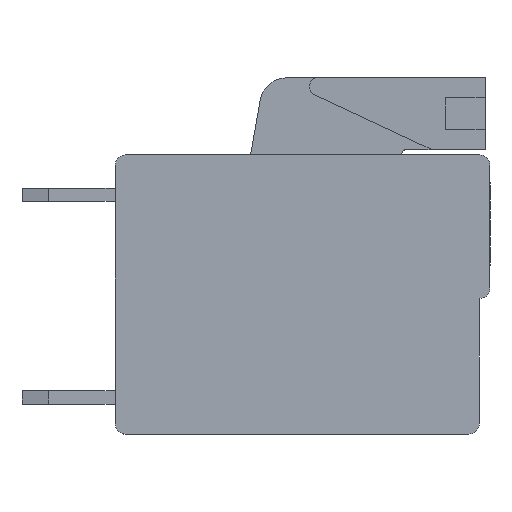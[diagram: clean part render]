
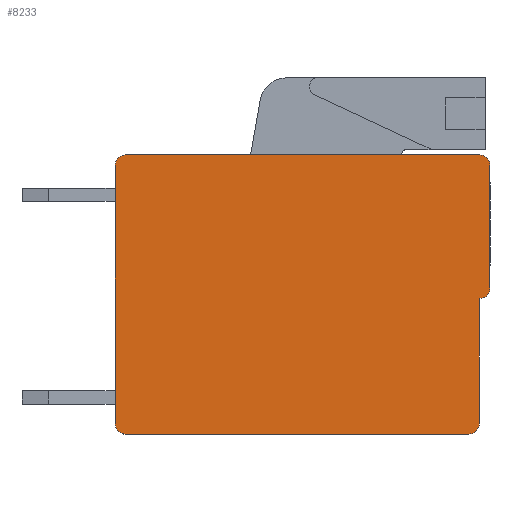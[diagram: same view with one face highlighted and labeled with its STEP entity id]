
A CAD part, front view. The second image highlights one B-rep face of the part: STEP entity #8233.
In plain terms, the highlighted planar face has unit normal (0, -1, 0).
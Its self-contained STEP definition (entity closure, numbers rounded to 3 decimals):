
#2245=DIRECTION('',(0.,0.,1.));
#2246=VECTOR('',#2245,4.6);
#2247=CARTESIAN_POINT('',(17.6,-25.4,-7.9));
#2248=LINE('',#2247,#2246);
#2629=DIRECTION('',(0.,0.,1.));
#2630=VECTOR('',#2629,4.7);
#2631=CARTESIAN_POINT('',(17.2,-25.4,-13.));
#2632=LINE('',#2631,#2630);
#2681=DIRECTION('',(1.,0.,0.));
#2682=VECTOR('',#2681,12.9);
#2683=CARTESIAN_POINT('',(3.9,-25.4,-13.4));
#2684=LINE('',#2683,#2682);
#2753=CARTESIAN_POINT('',(3.9,-25.4,-13.));
#2754=DIRECTION('',(0.,1.,0.));
#2755=DIRECTION('',(0.,0.,-1.));
#2756=AXIS2_PLACEMENT_3D('',#2753,#2754,#2755);
#2758=DIRECTION('',(0.,0.,1.));
#2759=VECTOR('',#2758,9.7);
#2760=CARTESIAN_POINT('',(3.5,-25.4,-13.));
#2761=LINE('',#2760,#2759);
#2762=CARTESIAN_POINT('',(3.9,-25.4,-3.3));
#2763=DIRECTION('',(0.,1.,0.));
#2764=DIRECTION('',(-1.,0.,0.));
#2765=AXIS2_PLACEMENT_3D('',#2762,#2763,#2764);
#2767=DIRECTION('',(1.,0.,0.));
#2768=VECTOR('',#2767,13.3);
#2769=CARTESIAN_POINT('',(3.9,-25.4,-2.9));
#2770=LINE('',#2769,#2768);
#2771=CARTESIAN_POINT('',(17.2,-25.4,-3.3));
#2772=DIRECTION('',(0.,1.,0.));
#2773=DIRECTION('',(0.,0.,1.));
#2774=AXIS2_PLACEMENT_3D('',#2771,#2772,#2773);
#2776=CARTESIAN_POINT('',(17.2,-25.4,-7.9));
#2777=DIRECTION('',(0.,1.,0.));
#2778=DIRECTION('',(1.,0.,0.));
#2779=AXIS2_PLACEMENT_3D('',#2776,#2777,#2778);
#2781=CARTESIAN_POINT('',(16.8,-25.4,-13.));
#2782=DIRECTION('',(0.,1.,0.));
#2783=DIRECTION('',(1.,0.,0.));
#2784=AXIS2_PLACEMENT_3D('',#2781,#2782,#2783);
#3890=CARTESIAN_POINT('',(3.9,-25.4,-2.9));
#3891=CARTESIAN_POINT('',(17.2,-25.4,-2.9));
#3892=VERTEX_POINT('',#3890);
#3893=VERTEX_POINT('',#3891);
#3954=CARTESIAN_POINT('',(3.5,-25.4,-13.));
#3955=CARTESIAN_POINT('',(3.5,-25.4,-3.3));
#3956=VERTEX_POINT('',#3954);
#3957=VERTEX_POINT('',#3955);
#3974=CARTESIAN_POINT('',(3.9,-25.4,-13.4));
#3975=VERTEX_POINT('',#3974);
#3976=CARTESIAN_POINT('',(17.6,-25.4,-3.3));
#3977=VERTEX_POINT('',#3976);
#3978=CARTESIAN_POINT('',(17.6,-25.4,-7.9));
#3979=VERTEX_POINT('',#3978);
#3980=CARTESIAN_POINT('',(17.2,-25.4,-8.3));
#3981=VERTEX_POINT('',#3980);
#3982=CARTESIAN_POINT('',(17.2,-25.4,-13.));
#3983=VERTEX_POINT('',#3982);
#3984=CARTESIAN_POINT('',(16.8,-25.4,-13.4));
#3985=VERTEX_POINT('',#3984);
#8216=CARTESIAN_POINT('',(10.55,-25.4,-8.15));
#8217=DIRECTION('',(0.,1.,0.));
#8218=DIRECTION('',(1.,0.,0.));
#8219=AXIS2_PLACEMENT_3D('',#8216,#8217,#8218);
#8220=PLANE('',#8219);
#8221=ORIENTED_EDGE('',*,*,#8197,.T.);
#8222=ORIENTED_EDGE('',*,*,#4228,.T.);
#8223=ORIENTED_EDGE('',*,*,#5587,.T.);
#8224=ORIENTED_EDGE('',*,*,#5623,.T.);
#8225=ORIENTED_EDGE('',*,*,#7355,.T.);
#8226=ORIENTED_EDGE('',*,*,#7385,.F.);
#8227=ORIENTED_EDGE('',*,*,#8081,.T.);
#8228=ORIENTED_EDGE('',*,*,#8104,.F.);
#8229=ORIENTED_EDGE('',*,*,#8131,.T.);
#8230=ORIENTED_EDGE('',*,*,#8164,.F.);
#8231=EDGE_LOOP('',(#8221,#8222,#8223,#8224,#8225,#8226,#8227,#8228,#8229,
#8230));
#8232=FACE_OUTER_BOUND('',#8231,.F.);
#2757=CIRCLE('',#2756,0.4);
#2766=CIRCLE('',#2765,0.4);
#2775=CIRCLE('',#2774,0.4);
#2780=CIRCLE('',#2779,0.4);
#2785=CIRCLE('',#2784,0.4);
#4228=EDGE_CURVE('',#3956,#3957,#2761,.T.);
#5587=EDGE_CURVE('',#3957,#3892,#2766,.T.);
#5623=EDGE_CURVE('',#3892,#3893,#2770,.T.);
#7355=EDGE_CURVE('',#3893,#3977,#2775,.T.);
#7385=EDGE_CURVE('',#3979,#3977,#2248,.T.);
#8081=EDGE_CURVE('',#3979,#3981,#2780,.T.);
#8104=EDGE_CURVE('',#3983,#3981,#2632,.T.);
#8131=EDGE_CURVE('',#3983,#3985,#2785,.T.);
#8164=EDGE_CURVE('',#3975,#3985,#2684,.T.);
#8197=EDGE_CURVE('',#3975,#3956,#2757,.T.);
#8233=ADVANCED_FACE('',(#8232),#8220,.F.);
